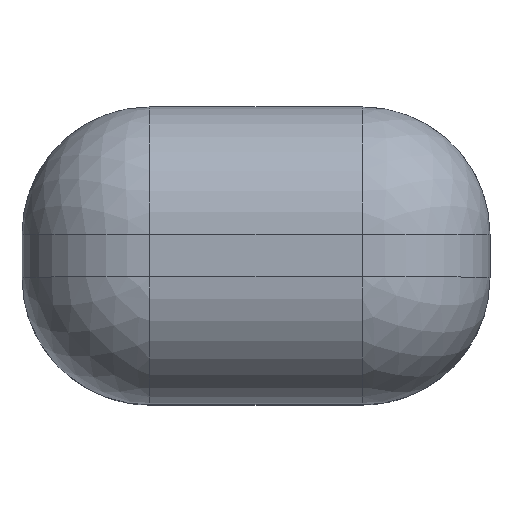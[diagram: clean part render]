
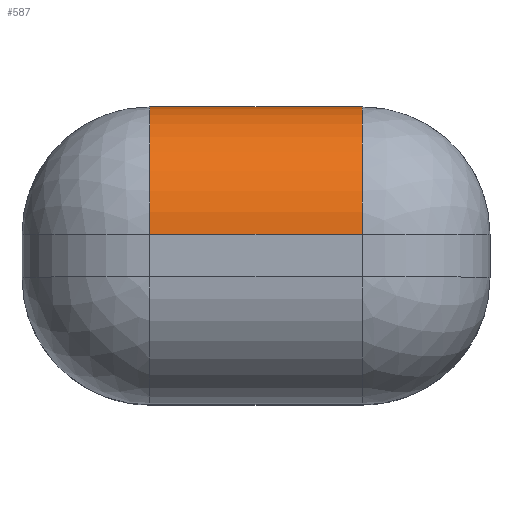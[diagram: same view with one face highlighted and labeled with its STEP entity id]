
A CAD part, top view. The second image highlights one B-rep face of the part: STEP entity #587.
In plain terms, the highlighted cylindrical face has radius 1.5 mm (diameter 3 mm), a partial arc.
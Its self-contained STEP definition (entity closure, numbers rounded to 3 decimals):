
#41=CYLINDRICAL_SURFACE('',#649,1.5);
#84=LINE('',#1492,#110);
#85=LINE('',#1493,#111);
#110=VECTOR('',#780,1.);
#111=VECTOR('',#781,1.);
#137=FACE_OUTER_BOUND('',#179,.T.);
#179=EDGE_LOOP('',(#505,#506,#507,#508));
#242=CIRCLE('',#645,1.5);
#243=CIRCLE('',#647,1.5);
#296=VERTEX_POINT('',#1464);
#298=VERTEX_POINT('',#1470);
#301=VERTEX_POINT('',#1484);
#302=VERTEX_POINT('',#1488);
#371=EDGE_CURVE('',#298,#301,#242,.F.);
#372=EDGE_CURVE('',#302,#296,#243,.F.);
#374=EDGE_CURVE('',#301,#302,#84,.T.);
#375=EDGE_CURVE('',#296,#298,#85,.T.);
#505=ORIENTED_EDGE('',*,*,#371,.T.);
#506=ORIENTED_EDGE('',*,*,#374,.T.);
#507=ORIENTED_EDGE('',*,*,#372,.T.);
#508=ORIENTED_EDGE('',*,*,#375,.T.);
#587=ADVANCED_FACE('',(#137),#41,.T.);
#645=AXIS2_PLACEMENT_3D('',#1486,#770,#771);
#647=AXIS2_PLACEMENT_3D('',#1489,#774,#775);
#649=AXIS2_PLACEMENT_3D('',#1491,#778,#779);
#770=DIRECTION('center_axis',(-1.,0.,0.));
#771=DIRECTION('ref_axis',(0.,1.,0.));
#774=DIRECTION('center_axis',(1.,0.,0.));
#775=DIRECTION('ref_axis',(0.,0.,1.));
#778=DIRECTION('center_axis',(-1.,0.,0.));
#779=DIRECTION('ref_axis',(0.,0.707,0.707));
#780=DIRECTION('',(1.,0.,0.));
#781=DIRECTION('',(-1.,0.,0.));
#1464=CARTESIAN_POINT('',(1.25,1.75,4.5));
#1470=CARTESIAN_POINT('',(-1.25,1.75,4.5));
#1484=CARTESIAN_POINT('',(-1.25,0.25,6.));
#1486=CARTESIAN_POINT('Origin',(-1.25,0.25,4.5));
#1488=CARTESIAN_POINT('',(1.25,0.25,6.));
#1489=CARTESIAN_POINT('Origin',(1.25,0.25,4.5));
#1491=CARTESIAN_POINT('Origin',(1.375,0.25,4.5));
#1492=CARTESIAN_POINT('',(1.375,0.25,6.));
#1493=CARTESIAN_POINT('',(1.375,1.75,4.5));
